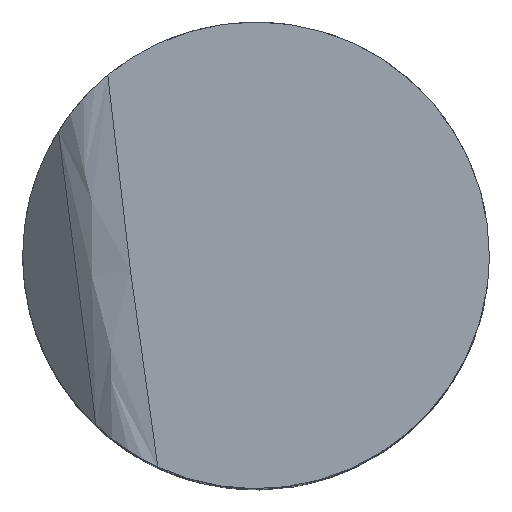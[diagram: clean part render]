
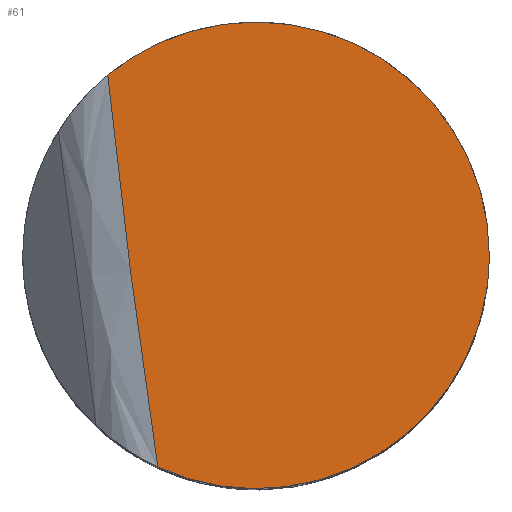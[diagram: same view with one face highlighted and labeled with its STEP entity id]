
A CAD part, top view. The second image highlights one B-rep face of the part: STEP entity #61.
In plain terms, the highlighted free-form (B-spline) face has degree [1, 1] with [2, 2] control points.
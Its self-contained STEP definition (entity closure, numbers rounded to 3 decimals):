
#61 = ADVANCED_FACE('',(#62),#99,.T.);
#62 = FACE_BOUND('',#63,.T.);
#63 = EDGE_LOOP('',(#64,#76,#86));
#64 = ORIENTED_EDGE('',*,*,#65,.T.);
#65 = EDGE_CURVE('',#66,#68,#70,.T.);
#66 = VERTEX_POINT('',#67);
#67 = CARTESIAN_POINT('',(-100.873,-10.202,3.051)
  );
#68 = VERTEX_POINT('',#69);
#69 = CARTESIAN_POINT('',(-98.272,-8.542,3.051)
  );
#70 = ( BOUNDED_CURVE() B_SPLINE_CURVE(2,(#71,#72,#73,#74,#75),
.UNSPECIFIED.,.F.,.F.) B_SPLINE_CURVE_WITH_KNOTS((3,2,3),(
-3.288,-1.644,0.),.UNSPECIFIED.) CURVE() 
GEOMETRIC_REPRESENTATION_ITEM() RATIONAL_B_SPLINE_CURVE((1.,
0.877,1.,0.877,1.)) REPRESENTATION_ITEM('') );
#71 = CARTESIAN_POINT('',(-100.873,-10.202,3.051)
  );
#72 = CARTESIAN_POINT('',(-99.963,-10.624,3.051)
  );
#73 = CARTESIAN_POINT('',(-99.117,-10.084,3.051)
  );
#74 = CARTESIAN_POINT('',(-98.272,-9.545,3.051)
  );
#75 = CARTESIAN_POINT('',(-98.272,-8.542,3.051)
  );
#76 = ORIENTED_EDGE('',*,*,#77,.T.);
#77 = EDGE_CURVE('',#68,#78,#80,.T.);
#78 = VERTEX_POINT('',#79);
#79 = CARTESIAN_POINT('',(-101.265,-7.128,3.051)
  );
#80 = ( BOUNDED_CURVE() B_SPLINE_CURVE(2,(#81,#82,#83,#84,#85),
.UNSPECIFIED.,.F.,.F.) B_SPLINE_CURVE_WITH_KNOTS((3,2,3),(
-3.802,-1.901,0.),.PIECEWISE_BEZIER_KNOTS.) CURVE() 
GEOMETRIC_REPRESENTATION_ITEM() RATIONAL_B_SPLINE_CURVE((1.,
0.845,1.,0.845,1.)) REPRESENTATION_ITEM('') );
#81 = CARTESIAN_POINT('',(-98.272,-8.542,3.051)
  );
#82 = CARTESIAN_POINT('',(-98.272,-7.382,3.051)
  );
#83 = CARTESIAN_POINT('',(-99.32,-6.887,3.051));
#84 = CARTESIAN_POINT('',(-100.369,-6.391,3.051)
  );
#85 = CARTESIAN_POINT('',(-101.265,-7.128,3.051)
  );
#86 = ORIENTED_EDGE('',*,*,#87,.T.);
#87 = EDGE_CURVE('',#78,#66,#88,.T.);
#88 = B_SPLINE_CURVE_WITH_KNOTS('',3,(#89,#90,#91,#92,#93,#94,#95,#96,
    #97,#98),.UNSPECIFIED.,.F.,.F.,(4,3,3,4),(-2.54,
    -2.444,-0.096,0.),.UNSPECIFIED.);
#89 = CARTESIAN_POINT('',(-101.265,-7.128,3.051)
  );
#90 = CARTESIAN_POINT('',(-101.261,-7.167,3.051)
  );
#91 = CARTESIAN_POINT('',(-101.257,-7.206,3.051)
  );
#92 = CARTESIAN_POINT('',(-101.252,-7.245,3.051)
  );
#93 = CARTESIAN_POINT('',(-101.151,-8.194,3.051)
  );
#94 = CARTESIAN_POINT('',(-101.031,-9.141,3.051)
  );
#95 = CARTESIAN_POINT('',(-100.89,-10.086,3.051)
  );
#96 = CARTESIAN_POINT('',(-100.884,-10.124,3.051)
  );
#97 = CARTESIAN_POINT('',(-100.878,-10.163,3.051)
  );
#98 = CARTESIAN_POINT('',(-100.873,-10.202,3.051)
  );
#99 = B_SPLINE_SURFACE_WITH_KNOTS('',1,1,(
    (#100,#101)
    ,(#102,#103
    )),.UNSPECIFIED.,.F.,.F.,.F.,(2,2),(2,2),(0.257,
    2.71),(0.359,3.828),
  .PIECEWISE_BEZIER_KNOTS.);
#100 = CARTESIAN_POINT('',(-101.265,-10.624,3.051
    ));
#101 = CARTESIAN_POINT('',(-101.265,-6.391,3.051
    ));
#102 = CARTESIAN_POINT('',(-98.272,-10.624,3.051)
  );
#103 = CARTESIAN_POINT('',(-98.272,-6.391,3.051)
  );
